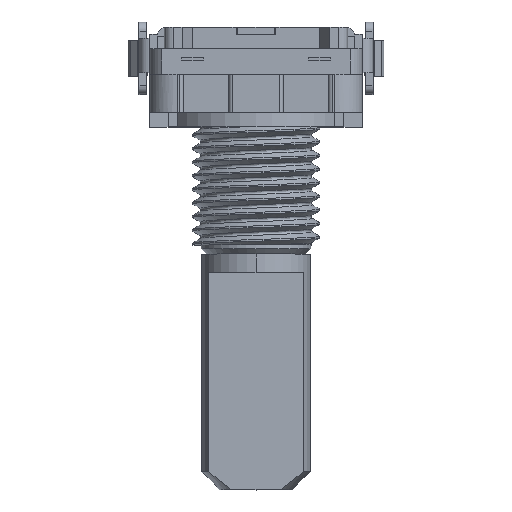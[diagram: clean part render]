
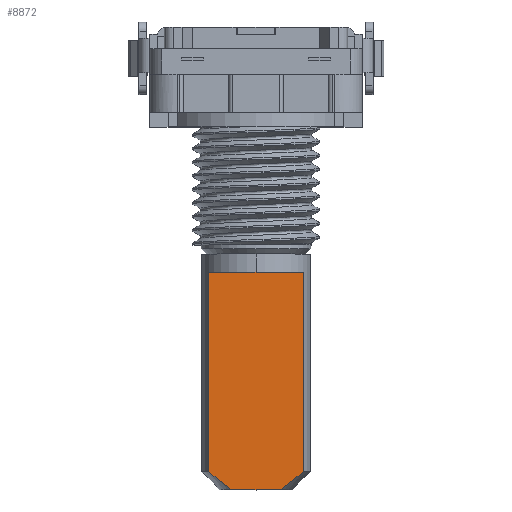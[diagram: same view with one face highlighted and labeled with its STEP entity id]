
A CAD part, top view. The second image highlights one B-rep face of the part: STEP entity #8872.
In plain terms, the highlighted planar face has unit normal (0, 0, 1).
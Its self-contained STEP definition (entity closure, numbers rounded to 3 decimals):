
#304 = CARTESIAN_POINT ( 'NONE',  ( -1.323, -22.9, 1.5 ) ) ;
#1021 = CARTESIAN_POINT ( 'NONE',  ( 2.598, -10.9, 1.5 ) ) ;
#1279 = PLANE ( 'NONE',  #15101 ) ;
#1303 = LINE ( 'NONE', #7585, #17349 ) ;
#1366 = DIRECTION ( 'NONE',  ( 0., 0., -1. ) ) ;
#2311 = CARTESIAN_POINT ( 'NONE',  ( -2.393, -22.077, 1.5 ) ) ;
#2807 = CARTESIAN_POINT ( 'NONE',  ( 2.598, -21.9, 1.5 ) ) ;
#2928 = CARTESIAN_POINT ( 'NONE',  ( 2.598, -21.9, 1.5 ) ) ;
#5485 = LINE ( 'NONE', #13302, #20945 ) ;
#5549 = VERTEX_POINT ( 'NONE', #18369 ) ;
#5910 = EDGE_CURVE ( 'NONE', #25075, #18791, #21712, .T. ) ;
#6007 = ORIENTED_EDGE ( 'NONE', *, *, #8821, .F. ) ;
#6712 = DIRECTION ( 'NONE',  ( 1., 0., 0. ) ) ;
#6930 = VERTEX_POINT ( 'NONE', #19303 ) ;
#6980 = ORIENTED_EDGE ( 'NONE', *, *, #14247, .T. ) ;
#7426 = LINE ( 'NONE', #1021, #16858 ) ;
#7585 = CARTESIAN_POINT ( 'NONE',  ( 2.598, -10.9, 1.5 ) ) ;
#8821 = EDGE_CURVE ( 'NONE', #5549, #24777, #7426, .T. ) ;
#8872 = ADVANCED_FACE ( 'NONE', ( #12441 ), #1279, .F. ) ;
#9077 = CARTESIAN_POINT ( 'NONE',  ( 2.187, -22.251, 1.5 ) ) ;
#9243 = EDGE_CURVE ( 'NONE', #25075, #6930, #11755, .T. ) ;
#9354 = CARTESIAN_POINT ( 'NONE',  ( -1.323, -22.9, 1.5 ) ) ;
#11101 = CARTESIAN_POINT ( 'NONE',  ( 1.548, -22.751, 1.5 ) ) ;
#11755 = LINE ( 'NONE', #20834, #21878 ) ;
#12244 = CARTESIAN_POINT ( 'NONE',  ( 2.598, -10.9, 1.5 ) ) ;
#12320 = CARTESIAN_POINT ( 'NONE',  ( -1.548, -22.751, 1.5 ) ) ;
#12441 = FACE_OUTER_BOUND ( 'NONE', #14943, .T. ) ;
#13059 = DIRECTION ( 'NONE',  ( 1., 0., 0. ) ) ;
#13302 = CARTESIAN_POINT ( 'NONE',  ( -2.598, -10.9, 1.5 ) ) ;
#13407 = CARTESIAN_POINT ( 'NONE',  ( 2.598, -10.9, 1.5 ) ) ;
#14247 = EDGE_CURVE ( 'NONE', #5549, #18791, #5485, .T. ) ;
#14347 = CARTESIAN_POINT ( 'NONE',  ( -2.186, -22.252, 1.5 ) ) ;
#14848 = EDGE_CURVE ( 'NONE', #24777, #22589, #1303, .T. ) ;
#14943 = EDGE_LOOP ( 'NONE', ( #15638, #6007, #6980, #23955, #22199, #15639 ) ) ;
#15101 = AXIS2_PLACEMENT_3D ( 'NONE', #13407, #1366, #15433 ) ;
#15433 = DIRECTION ( 'NONE',  ( 1., 0., 0. ) ) ;
#15638 = ORIENTED_EDGE ( 'NONE', *, *, #14848, .F. ) ;
#15639 = ORIENTED_EDGE ( 'NONE', *, *, #16397, .F. ) ;
#16391 = CARTESIAN_POINT ( 'NONE',  ( -2.598, -21.9, 1.5 ) ) ;
#16397 = EDGE_CURVE ( 'NONE', #22589, #6930, #24587, .T. ) ;
#16858 = VECTOR ( 'NONE', #13059, 1000. ) ;
#17349 = VECTOR ( 'NONE', #23727, 1000. ) ;
#17352 = DIRECTION ( 'NONE',  ( 0., -1., 0. ) ) ;
#18271 = CARTESIAN_POINT ( 'NONE',  ( -2.598, -21.9, 1.5 ) ) ;
#18369 = CARTESIAN_POINT ( 'NONE',  ( -2.598, -10.9, 1.5 ) ) ;
#18791 = VERTEX_POINT ( 'NONE', #18271 ) ;
#19100 = CARTESIAN_POINT ( 'NONE',  ( 2.394, -22.077, 1.5 ) ) ;
#19303 = CARTESIAN_POINT ( 'NONE',  ( 1.323, -22.9, 1.5 ) ) ;
#20834 = CARTESIAN_POINT ( 'NONE',  ( 2.598, -22.9, 1.5 ) ) ;
#20945 = VECTOR ( 'NONE', #17352, 1000. ) ;
#21712 = B_SPLINE_CURVE_WITH_KNOTS ( 'NONE', 3,
 ( #304, #12320, #22414, #14347, #2311, #16391 ),
 .UNSPECIFIED., .F., .F.,
 ( 4, 2, 4 ),
 ( 0.009, 0.01, 0.01 ),
 .UNSPECIFIED. ) ;
#21878 = VECTOR ( 'NONE', #6712, 1000. ) ;
#22199 = ORIENTED_EDGE ( 'NONE', *, *, #9243, .T. ) ;
#22414 = CARTESIAN_POINT ( 'NONE',  ( -1.764, -22.588, 1.5 ) ) ;
#22589 = VERTEX_POINT ( 'NONE', #2807 ) ;
#23210 = CARTESIAN_POINT ( 'NONE',  ( 1.764, -22.588, 1.5 ) ) ;
#23727 = DIRECTION ( 'NONE',  ( 0., -1., 0. ) ) ;
#23955 = ORIENTED_EDGE ( 'NONE', *, *, #5910, .F. ) ;
#24587 = B_SPLINE_CURVE_WITH_KNOTS ( 'NONE', 3,
 ( #2928, #19100, #9077, #23210, #11101, #25209 ),
 .UNSPECIFIED., .F., .F.,
 ( 4, 2, 4 ),
 ( 0.004, 0.005, 0.006 ),
 .UNSPECIFIED. ) ;
#24777 = VERTEX_POINT ( 'NONE', #12244 ) ;
#25075 = VERTEX_POINT ( 'NONE', #9354 ) ;
#25209 = CARTESIAN_POINT ( 'NONE',  ( 1.323, -22.9, 1.5 ) ) ;
